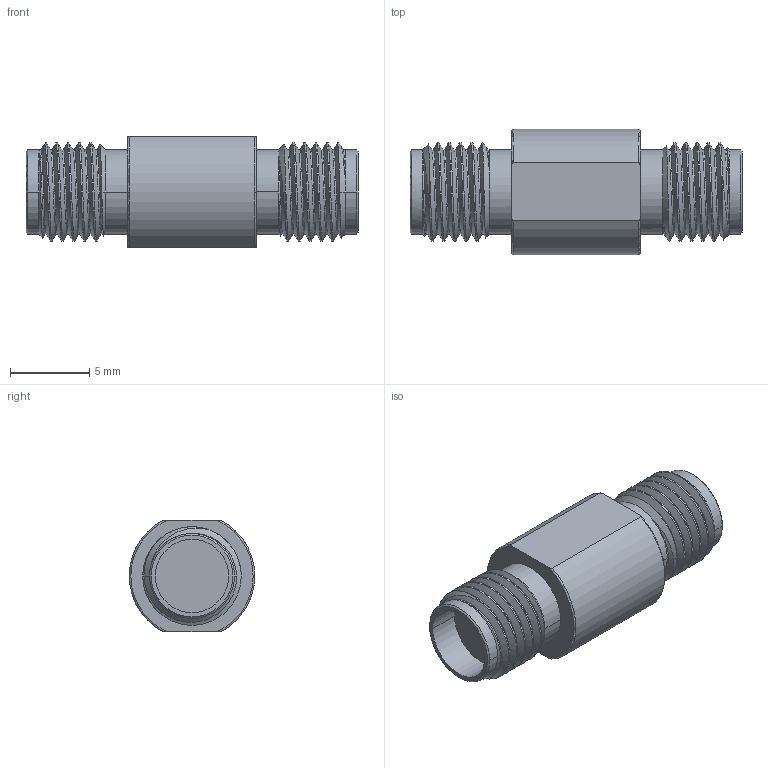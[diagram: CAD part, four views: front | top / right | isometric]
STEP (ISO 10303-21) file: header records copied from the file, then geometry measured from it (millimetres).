
FILE_DESCRIPTION (( 'STEP AP214' ), '1' );
FILE_NAME ('FMAD1610_3D.step', '2023-03-14T01:54:06', ( '' ), ( '' ), 'SwSTEP 2.0', 'SolidWorks 2022', '' );
FILE_SCHEMA (( 'AUTOMOTIVE_DESIGN' ));
Length unit declared in the file: inch
Products named in the file (3): ADS-K8K8-LC-RIGHT(2)^FMAD1610; ADS-K8K8-LC-LEFT^FMAD1610; FMAD1610_3D
Assembly tree (2 placements, depth 2):
  FMAD1610_3D
    ADS-K8K8-LC-LEFT^FMAD1610
    ADS-K8K8-LC-RIGHT(2)^FMAD1610
Bounding box: 20.9 x 7.9 x 7 mm (x, y, z)
Volume: 736.5 mm3; surface area: 794.5 mm2
Topology: 2 solids, 2 shells, 86 faces, 209 edges, 130 vertices
Faces by surface type: cylinder 41, cone 24, plane 9, torus 6, bspline 6
Entity records: 4491 total; most frequent: CARTESIAN_POINT 2510, ORIENTED_EDGE 418, DIRECTION 379, EDGE_CURVE 209, AXIS2_PLACEMENT_3D 157, VERTEX_POINT 130, EDGE_LOOP 89, ADVANCED_FACE 86
